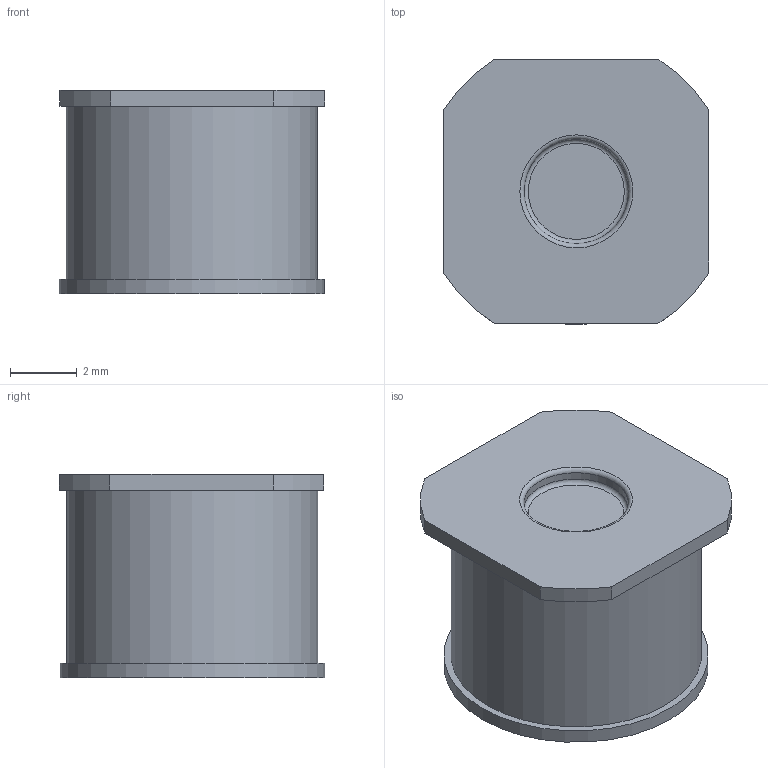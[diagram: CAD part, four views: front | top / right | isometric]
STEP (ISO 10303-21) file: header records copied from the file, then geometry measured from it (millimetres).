
FILE_DESCRIPTION(/* description */ (''),/* implementation_level */ '2;1');
FILE_NAME(/* name */ '2029-SM.stp',/* time_stamp */ '2015-08-10T14:00:20-06:00',/* author */ ('Lidsneyf'),/* organization */ (''),/* preprocessor_version */ 'ST-DEVELOPER v15.6',/* originating_system */ 'Autodesk Inventor 2015',/* authorisation */ '');
FILE_SCHEMA (('AUTOMOTIVE_DESIGN { 1 0 10303 214 3 1 1 }'));
Length unit declared in the file: inch
Products named in the file (1): 2029-SM
Bounding box: 7.93 x 7.94 x 6.07 mm (x, y, z)
Volume: 267.7 mm3; surface area: 282.8 mm2
Topology: 1 solids, 1 shells, 22 faces, 44 edges, 28 vertices
Faces by surface type: plane 10, cylinder 8, torus 4
Full cylindrical faces by diameter (mm): 3.124 x1, 3.175 x1, 7.5 x1, 7.912 x1
Entity records: 570 total; most frequent: DIRECTION 102, CARTESIAN_POINT 87, ORIENTED_EDGE 72, AXIS2_PLACEMENT_3D 43, EDGE_CURVE 36, EDGE_LOOP 34, VERTEX_POINT 28, FACE_OUTER_BOUND 22
